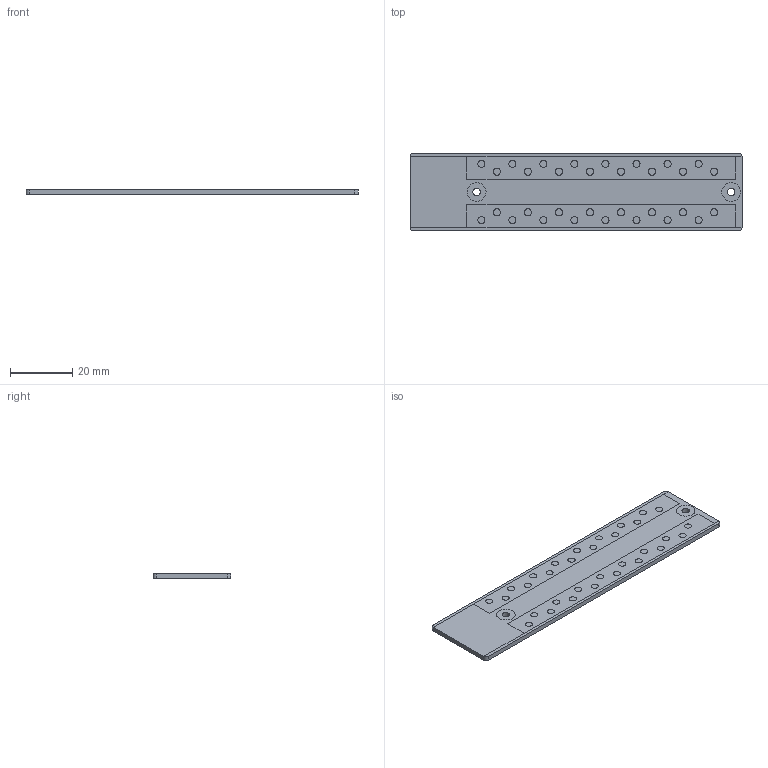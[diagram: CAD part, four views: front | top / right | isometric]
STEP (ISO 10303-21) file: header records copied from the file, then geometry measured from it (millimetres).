
FILE_DESCRIPTION (( 'STEP AP214' ), '1' );
FILE_NAME ('board.STEP', '2016-05-18T21:26:58', ( '' ), ( '' ), 'SwSTEP 2.0', 'SolidWorks 2015', '' );
FILE_SCHEMA (( 'AUTOMOTIVE_DESIGN' ));
Length unit declared in the file: millimetre
Products named in the file (2): board
Bounding box: 107 x 25 x 1.5 mm (x, y, z)
Volume: 3997.2 mm3; surface area: 5746 mm2
Topology: 1 solids, 1 shells, 56 faces, 122 edges, 104 vertices
Faces by surface type: plane 48, cylinder 8
Entity records: 1845 total; most frequent: DIRECTION 326, CARTESIAN_POINT 284, ORIENTED_EDGE 244, AXIS2_PLACEMENT_3D 146, EDGE_CURVE 122, VERTEX_POINT 104, EDGE_LOOP 96, CIRCLE 88
